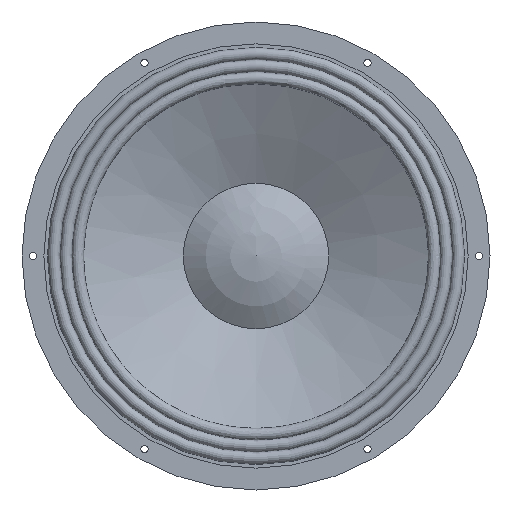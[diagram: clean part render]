
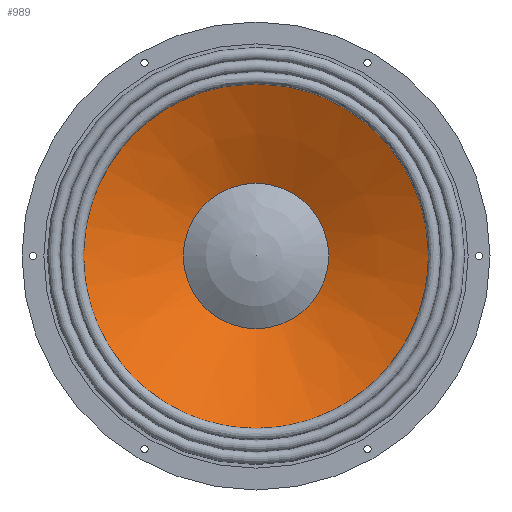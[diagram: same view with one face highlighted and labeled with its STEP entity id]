
A CAD part, front view. The second image highlights one B-rep face of the part: STEP entity #989.
In plain terms, the highlighted conical face has half-angle 64.081 degrees and reference radius 60 mm.
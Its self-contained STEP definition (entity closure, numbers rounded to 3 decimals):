
#501 = SURFACE_OF_REVOLUTION('',#502,#507);
#502 = CIRCLE('',#503,5.);
#503 = AXIS2_PLACEMENT_3D('',#504,#505,#506);
#504 = CARTESIAN_POINT('',(0.,-3.,147.));
#505 = DIRECTION('',(1.,0.,0.));
#506 = DIRECTION('',(0.,1.,0.));
#507 = AXIS1_PLACEMENT('',#508,#509);
#508 = CARTESIAN_POINT('',(0.,0.,0.));
#509 = DIRECTION('',(0.,1.,0.));
#882 = VERTEX_POINT('',#883);
#883 = CARTESIAN_POINT('',(0.,-0.814,
    142.503));
#905 = EDGE_CURVE('',#882,#882,#906,.T.);
#906 = SURFACE_CURVE('',#907,(#912,#919),.PCURVE_S1.);
#907 = CIRCLE('',#908,142.503);
#908 = AXIS2_PLACEMENT_3D('',#909,#910,#911);
#909 = CARTESIAN_POINT('',(0.,-0.814,
    0.));
#910 = DIRECTION('',(0.,1.,0.));
#911 = DIRECTION('',(0.,0.,1.));
#912 = PCURVE('',#501,#913);
#913 = DEFINITIONAL_REPRESENTATION('',(#914),#918);
#914 = LINE('',#915,#916);
#915 = CARTESIAN_POINT('',(0.,5.165));
#916 = VECTOR('',#917,1.);
#917 = DIRECTION('',(1.,0.));
#918 = ( GEOMETRIC_REPRESENTATION_CONTEXT(2) 
PARAMETRIC_REPRESENTATION_CONTEXT() REPRESENTATION_CONTEXT('2D SPACE',''
  ) );
#919 = PCURVE('',#920,#925);
#920 = CONICAL_SURFACE('',#921,60.,1.118);
#921 = AXIS2_PLACEMENT_3D('',#922,#923,#924);
#922 = CARTESIAN_POINT('',(0.,39.28,
    0.));
#923 = DIRECTION('',(0.,-1.,0.));
#924 = DIRECTION('',(0.,0.,1.));
#925 = DEFINITIONAL_REPRESENTATION('',(#926),#930);
#926 = LINE('',#927,#928);
#927 = CARTESIAN_POINT('',(0.,40.095));
#928 = VECTOR('',#929,1.);
#929 = DIRECTION('',(-1.,0.));
#930 = ( GEOMETRIC_REPRESENTATION_CONTEXT(2) 
PARAMETRIC_REPRESENTATION_CONTEXT() REPRESENTATION_CONTEXT('2D SPACE',''
  ) );
#989 = ADVANCED_FACE('',(#990),#920,.F.);
#990 = FACE_BOUND('',#991,.T.);
#991 = EDGE_LOOP('',(#992,#1021,#1042,#1043));
#992 = ORIENTED_EDGE('',*,*,#993,.T.);
#993 = EDGE_CURVE('',#994,#994,#996,.T.);
#994 = VERTEX_POINT('',#995);
#995 = CARTESIAN_POINT('',(0.,39.28,
    60.));
#996 = SURFACE_CURVE('',#997,(#1002,#1009),.PCURVE_S1.);
#997 = CIRCLE('',#998,60.);
#998 = AXIS2_PLACEMENT_3D('',#999,#1000,#1001);
#999 = CARTESIAN_POINT('',(0.,39.28,
    0.));
#1000 = DIRECTION('',(0.,1.,0.));
#1001 = DIRECTION('',(0.,0.,1.));
#1002 = PCURVE('',#920,#1003);
#1003 = DEFINITIONAL_REPRESENTATION('',(#1004),#1008);
#1004 = LINE('',#1005,#1006);
#1005 = CARTESIAN_POINT('',(0.,0.));
#1006 = VECTOR('',#1007,1.);
#1007 = DIRECTION('',(-1.,0.));
#1008 = ( GEOMETRIC_REPRESENTATION_CONTEXT(2) 
PARAMETRIC_REPRESENTATION_CONTEXT() REPRESENTATION_CONTEXT('2D SPACE',''
  ) );
#1009 = PCURVE('',#1010,#1015);
#1010 = SPHERICAL_SURFACE('',#1011,103.);
#1011 = AXIS2_PLACEMENT_3D('',#1012,#1013,#1014);
#1012 = CARTESIAN_POINT('',(0.,123.,0.
    ));
#1013 = DIRECTION('',(0.,-1.,0.));
#1014 = DIRECTION('',(0.,0.,1.));
#1015 = DEFINITIONAL_REPRESENTATION('',(#1016),#1020);
#1016 = LINE('',#1017,#1018);
#1017 = CARTESIAN_POINT('',(0.,0.949));
#1018 = VECTOR('',#1019,1.);
#1019 = DIRECTION('',(-1.,0.));
#1020 = ( GEOMETRIC_REPRESENTATION_CONTEXT(2) 
PARAMETRIC_REPRESENTATION_CONTEXT() REPRESENTATION_CONTEXT('2D SPACE',''
  ) );
#1021 = ORIENTED_EDGE('',*,*,#1022,.T.);
#1022 = EDGE_CURVE('',#994,#882,#1023,.T.);
#1023 = SEAM_CURVE('',#1024,(#1028,#1035),.PCURVE_S1.);
#1024 = LINE('',#1025,#1026);
#1025 = CARTESIAN_POINT('',(0.,39.28,60.));
#1026 = VECTOR('',#1027,1.);
#1027 = DIRECTION('',(0.,-0.437,
    0.899));
#1028 = PCURVE('',#920,#1029);
#1029 = DEFINITIONAL_REPRESENTATION('',(#1030),#1034);
#1030 = LINE('',#1031,#1032);
#1031 = CARTESIAN_POINT('',(0.,0.));
#1032 = VECTOR('',#1033,1.);
#1033 = DIRECTION('',(0.,1.));
#1034 = ( GEOMETRIC_REPRESENTATION_CONTEXT(2) 
PARAMETRIC_REPRESENTATION_CONTEXT() REPRESENTATION_CONTEXT('2D SPACE',''
  ) );
#1035 = PCURVE('',#920,#1036);
#1036 = DEFINITIONAL_REPRESENTATION('',(#1037),#1041);
#1037 = LINE('',#1038,#1039);
#1038 = CARTESIAN_POINT('',(-6.283,0.));
#1039 = VECTOR('',#1040,1.);
#1040 = DIRECTION('',(0.,1.));
#1041 = ( GEOMETRIC_REPRESENTATION_CONTEXT(2) 
PARAMETRIC_REPRESENTATION_CONTEXT() REPRESENTATION_CONTEXT('2D SPACE',''
  ) );
#1042 = ORIENTED_EDGE('',*,*,#905,.F.);
#1043 = ORIENTED_EDGE('',*,*,#1022,.F.);
